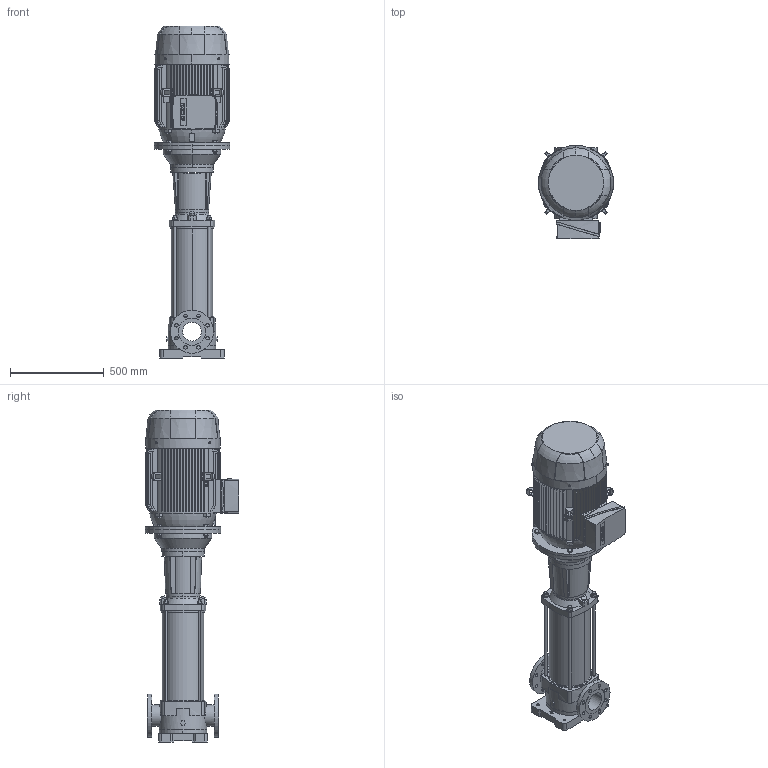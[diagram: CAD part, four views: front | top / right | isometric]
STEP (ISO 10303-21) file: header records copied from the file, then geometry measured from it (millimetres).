
FILE_DESCRIPTION (( 'STEP AP203' ), '1' );
FILE_NAME ('4.93.632.20swa01.step', '2023-04-19T06:09:40', ( '' ), ( '' ), 'SwSTEP 2.0', 'SolidWorks 2020', '' );
FILE_SCHEMA (( 'CONFIG_CONTROL_DESIGN' ));
Length unit declared in the file: millimetre
Products named in the file (5): Copia di M16x2_ingombro^4.93.632.20swa01; Copia di 4_93_631_16_REV00^4.93.632.20swa01; Copia di M16x55_UNI_5727^4.93.632.20swa01; 4.93.632.20swa01; Copia di 1LE1003-2AA53^4.93.632.20swa01
Assembly tree (10 placements, depth 2):
  4.93.632.20swa01
    Copia di 4_93_631_16_REV00^4.93.632.20swa01
    Copia di M16x55_UNI_5727^4.93.632.20swa01  x4
    Copia di M16x2_ingombro^4.93.632.20swa01  x4
    Copia di 1LE1003-2AA53^4.93.632.20swa01
Bounding box: 400 x 496 x 1767 mm (x, y, z)
Volume: 81669988.3 mm3; surface area: 4804451.5 mm2
Topology: 33 solids, 33 shells, 1866 faces, 4930 edges, 3195 vertices
Faces by surface type: plane 1054, cylinder 553, torus 126, cone 97, bspline 36
Entity records: 64100 total; most frequent: CARTESIAN_POINT 21408, ORIENTED_EDGE 9288, DIRECTION 8119, EDGE_CURVE 4644, VERTEX_POINT 3033, AXIS2_PLACEMENT_3D 2879, VECTOR 2361, LINE 2361
